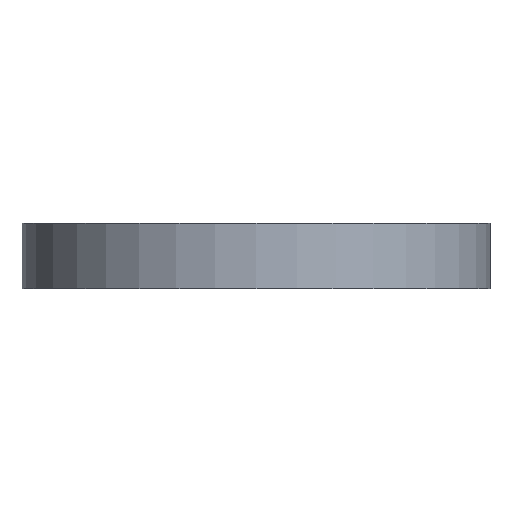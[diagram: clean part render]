
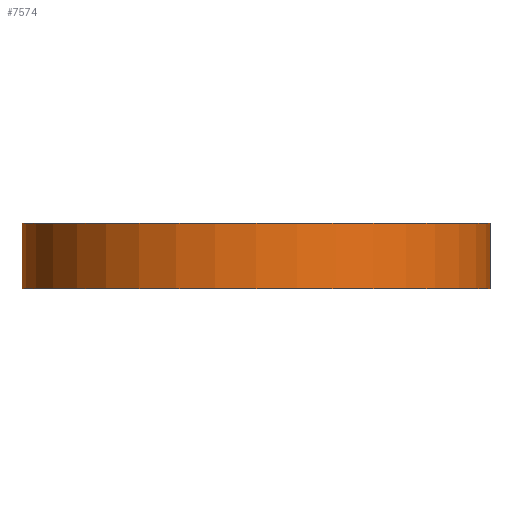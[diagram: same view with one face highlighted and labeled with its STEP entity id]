
A CAD part, front view. The second image highlights one B-rep face of the part: STEP entity #7574.
In plain terms, the highlighted cylindrical face has radius 14.287 mm (diameter 28.575 mm), a partial arc.
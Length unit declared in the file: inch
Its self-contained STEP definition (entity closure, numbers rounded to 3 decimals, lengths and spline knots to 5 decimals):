
#1 = CARTESIAN_POINT ( 'NONE',  ( -0.5625, 0., -0.15748 ) ) ;
#54 = ORIENTED_EDGE ( 'NONE', *, *, #4874, .F. ) ;
#382 = VERTEX_POINT ( 'NONE', #5146 ) ;
#491 = EDGE_CURVE ( 'NONE', #3019, #2298, #4647, .T. ) ;
#829 = FACE_OUTER_BOUND ( 'NONE', #5610, .T. ) ;
#1074 = VERTEX_POINT ( 'NONE', #6172 ) ;
#1976 = DIRECTION ( 'NONE',  ( 1., 0., 0. ) ) ;
#2020 = DIRECTION ( 'NONE',  ( 0., 0., 1. ) ) ;
#2028 = DIRECTION ( 'NONE',  ( 0., 0., 1. ) ) ;
#2092 = DIRECTION ( 'NONE',  ( 0., 0., 1. ) ) ;
#2298 = VERTEX_POINT ( 'NONE', #3888 ) ;
#2303 = CYLINDRICAL_SURFACE ( 'NONE', #5532, 0.5625 ) ;
#2860 = CARTESIAN_POINT ( 'NONE',  ( 0.5625, 0., -0.15748 ) ) ;
#3019 = VERTEX_POINT ( 'NONE', #1 ) ;
#3109 = CARTESIAN_POINT ( 'NONE',  ( -0.5625, 0., -0.15748 ) ) ;
#3734 = CARTESIAN_POINT ( 'NONE',  ( 0., 0., 0. ) ) ;
#3840 = AXIS2_PLACEMENT_3D ( 'NONE', #3734, #2092, #6950 ) ;
#3888 = CARTESIAN_POINT ( 'NONE',  ( 0.5625, 0., -0.15748 ) ) ;
#3981 = EDGE_CURVE ( 'NONE', #2298, #382, #4402, .T. ) ;
#4162 = VECTOR ( 'NONE', #2020, 39.37008 ) ;
#4337 = VECTOR ( 'NONE', #6328, 39.37008 ) ;
#4402 = LINE ( 'NONE', #2860, #4162 ) ;
#4647 = CIRCLE ( 'NONE', #9019, 0.5625 ) ;
#4716 = ORIENTED_EDGE ( 'NONE', *, *, #6442, .F. ) ;
#4874 = EDGE_CURVE ( 'NONE', #3019, #1074, #10325, .T. ) ;
#5146 = CARTESIAN_POINT ( 'NONE',  ( 0.5625, 0., 0. ) ) ;
#5531 = CARTESIAN_POINT ( 'NONE',  ( 0., 0., -0.15748 ) ) ;
#5532 = AXIS2_PLACEMENT_3D ( 'NONE', #5531, #5734, #10411 ) ;
#5610 = EDGE_LOOP ( 'NONE', ( #54, #9271, #9080, #4716 ) ) ;
#5734 = DIRECTION ( 'NONE',  ( 0., 0., 1. ) ) ;
#6172 = CARTESIAN_POINT ( 'NONE',  ( -0.5625, 0., 0. ) ) ;
#6328 = DIRECTION ( 'NONE',  ( 0., 0., 1. ) ) ;
#6442 = EDGE_CURVE ( 'NONE', #1074, #382, #7040, .T. ) ;
#6950 = DIRECTION ( 'NONE',  ( 1., 0., 0. ) ) ;
#7040 = CIRCLE ( 'NONE', #3840, 0.5625 ) ;
#7574 = ADVANCED_FACE ( 'NONE', ( #829 ), #2303, .T. ) ;
#9019 = AXIS2_PLACEMENT_3D ( 'NONE', #9201, #2028, #1976 ) ;
#9080 = ORIENTED_EDGE ( 'NONE', *, *, #3981, .T. ) ;
#9201 = CARTESIAN_POINT ( 'NONE',  ( 0., 0., -0.15748 ) ) ;
#9271 = ORIENTED_EDGE ( 'NONE', *, *, #491, .T. ) ;
#10325 = LINE ( 'NONE', #3109, #4337 ) ;
#10411 = DIRECTION ( 'NONE',  ( 1., 0., 0. ) ) ;
